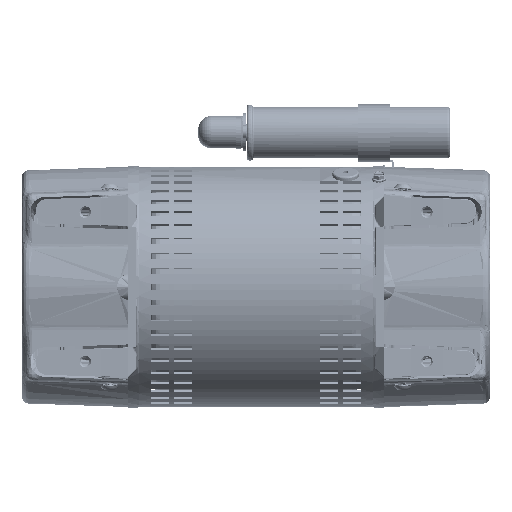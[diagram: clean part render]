
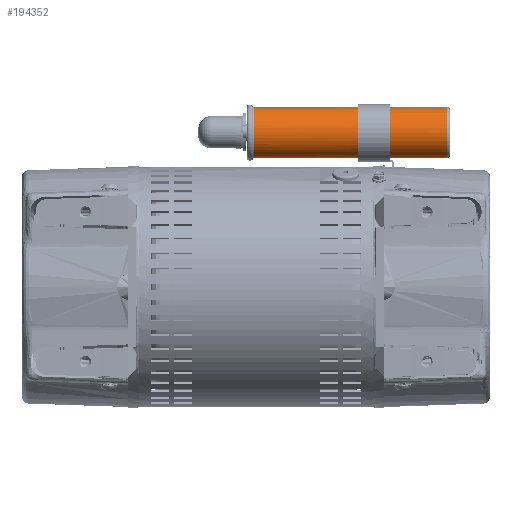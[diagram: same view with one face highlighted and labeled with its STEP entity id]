
A CAD part, front view. The second image highlights one B-rep face of the part: STEP entity #194352.
In plain terms, the highlighted cylindrical face has radius 15.367 mm (diameter 30.734 mm), a partial arc.
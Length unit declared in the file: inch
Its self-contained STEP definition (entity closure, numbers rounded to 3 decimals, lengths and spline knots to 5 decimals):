
#3934 = CARTESIAN_POINT ( 'NONE',  ( 2.72141, 0.54215, 0.27329 ) ) ;
#7328 = CARTESIAN_POINT ( 'NONE',  ( 2.72219, 0.60461, 0.0793 ) ) ;
#8439 = CARTESIAN_POINT ( 'NONE',  ( 2.72189, 0.58963, 0.15545 ) ) ;
#14418 = VERTEX_POINT ( 'NONE', #54753 ) ;
#16019 = FACE_OUTER_BOUND ( 'NONE', #39277, .T. ) ;
#19399 = CARTESIAN_POINT ( 'NONE',  ( 0., 0., 0. ) ) ;
#19976 = VERTEX_POINT ( 'NONE', #44199 ) ;
#24578 = CARTESIAN_POINT ( 'NONE',  ( 2.72331, 0.57094, -0.20472 ) ) ;
#25687 = CARTESIAN_POINT ( 'NONE',  ( 2.72468, 0.2835, -0.53595 ) ) ;
#39277 = EDGE_LOOP ( 'NONE', ( #197014, #107117, #98017, #123367 ) ) ;
#44199 = CARTESIAN_POINT ( 'NONE',  ( -1.81, 0., -0.605 ) ) ;
#47424 = CARTESIAN_POINT ( 'NONE',  ( 2.72024, 0.25016, 0.55241 ) ) ;
#54753 = CARTESIAN_POINT ( 'NONE',  ( 2.725, 0., -0.605 ) ) ;
#56344 = CARTESIAN_POINT ( 'NONE',  ( -1.81, 0., 0.605 ) ) ;
#56713 = CARTESIAN_POINT ( 'NONE',  ( 2.72123, 0.51715, 0.31807 ) ) ;
#58972 = CARTESIAN_POINT ( 'NONE',  ( 2.72449, 0.35318, -0.493 ) ) ;
#61225 = CARTESIAN_POINT ( 'NONE',  ( 2.725, 0., -0.605 ) ) ;
#63502 = CARTESIAN_POINT ( 'NONE',  ( 2.72051, 0.35545, 0.49112 ) ) ;
#73581 = VERTEX_POINT ( 'NONE', #56344 ) ;
#94296 = VECTOR ( 'NONE', #127425, 39.37008 ) ;
#94666 = CARTESIAN_POINT ( 'NONE',  ( 2.72315, 0.58411, -0.16339 ) ) ;
#95975 = VECTOR ( 'NONE', #106801, 39.37008 ) ;
#98017 = ORIENTED_EDGE ( 'NONE', *, *, #163114, .F. ) ;
#103355 = DIRECTION ( 'NONE',  ( 1., 0., 0. ) ) ;
#106801 = DIRECTION ( 'NONE',  ( -1., 0., 0. ) ) ;
#107117 = ORIENTED_EDGE ( 'NONE', *, *, #124148, .T. ) ;
#107855 = LINE ( 'NONE', #209358, #94296 ) ;
#107930 = LINE ( 'NONE', #211395, #95975 ) ;
#108534 = CARTESIAN_POINT ( 'NONE',  ( 2.72373, 0.52118, -0.30938 ) ) ;
#109217 = VERTEX_POINT ( 'NONE', #110548 ) ;
#110548 = CARTESIAN_POINT ( 'NONE',  ( 2.72, 0., 0.605 ) ) ;
#116010 = CIRCLE ( 'NONE', #222300, 0.605 ) ;
#123367 = ORIENTED_EDGE ( 'NONE', *, *, #126742, .F. ) ;
#124148 = EDGE_CURVE ( 'NONE', #19976, #73581, #116010, .T. ) ;
#126742 = EDGE_CURVE ( 'NONE', #14418, #109217, #131221, .T. ) ;
#127425 = DIRECTION ( 'NONE',  ( -1., 0., 0. ) ) ;
#131221 = B_SPLINE_CURVE_WITH_KNOTS ( 'NONE', 3,
 ( #61225, #216502, #162521, #183157, #25687, #58972, #165880, #214232, #201519, #108534, #182033, #24578, #94666, #164775, #178640, #7328, #8439, #3934, #56713, #197037, #187679, #170430, #63502, #134835, #47424, #149782, #222156, #154328 ),
 .UNSPECIFIED., .F., .F.,
 ( 4, 2, 2, 2, 2, 2, 2, 2, 2, 2, 2, 2, 2, 4 ),
 ( 0., 0.11244, 0.17517, 0.24123, 0.30935, 0.36664, 0.43462, 0.50038, 0.6208, 0.70122, 0.75861, 0.82042, 0.88593, 1. ),
 .UNSPECIFIED. ) ;
#134835 = CARTESIAN_POINT ( 'NONE',  ( 2.72033, 0.28743, 0.53396 ) ) ;
#142695 = AXIS2_PLACEMENT_3D ( 'NONE', #19399, #103355, #207945 ) ;
#149782 = CARTESIAN_POINT ( 'NONE',  ( 2.72006, 0.14397, 0.59201 ) ) ;
#154328 = CARTESIAN_POINT ( 'NONE',  ( 2.72, 0., 0.605 ) ) ;
#159369 = DIRECTION ( 'NONE',  ( 0., 0., -1. ) ) ;
#162521 = CARTESIAN_POINT ( 'NONE',  ( 2.72494, 0.14302, -0.59218 ) ) ;
#163114 = EDGE_CURVE ( 'NONE', #109217, #73581, #107855, .T. ) ;
#164775 = CARTESIAN_POINT ( 'NONE',  ( 2.72282, 0.60109, -0.08033 ) ) ;
#165880 = CARTESIAN_POINT ( 'NONE',  ( 2.72438, 0.38662, -0.46724 ) ) ;
#170430 = CARTESIAN_POINT ( 'NONE',  ( 2.72062, 0.3865, 0.46709 ) ) ;
#176831 = CYLINDRICAL_SURFACE ( 'NONE', #142695, 0.605 ) ;
#178640 = CARTESIAN_POINT ( 'NONE',  ( 2.72265, 0.6052, -0.03863 ) ) ;
#182033 = CARTESIAN_POINT ( 'NONE',  ( 2.7236, 0.53887, -0.27743 ) ) ;
#183157 = CARTESIAN_POINT ( 'NONE',  ( 2.72476, 0.24747, -0.55351 ) ) ;
#187679 = CARTESIAN_POINT ( 'NONE',  ( 2.72083, 0.44129, 0.41545 ) ) ;
#194352 = ADVANCED_FACE ( 'NONE', ( #16019 ), #176831, .T. ) ;
#197014 = ORIENTED_EDGE ( 'NONE', *, *, #212405, .T. ) ;
#197037 = CARTESIAN_POINT ( 'NONE',  ( 2.72095, 0.46547, 0.38818 ) ) ;
#197284 = DIRECTION ( 'NONE',  ( 1., 0., 0. ) ) ;
#201519 = CARTESIAN_POINT ( 'NONE',  ( 2.724, 0.47651, -0.37527 ) ) ;
#207945 = DIRECTION ( 'NONE',  ( 0., 0., -1. ) ) ;
#209358 = CARTESIAN_POINT ( 'NONE',  ( 1.44, 0., 0.605 ) ) ;
#211395 = CARTESIAN_POINT ( 'NONE',  ( 1.44, 0., -0.605 ) ) ;
#212405 = EDGE_CURVE ( 'NONE', #14418, #19976, #107930, .T. ) ;
#213334 = CARTESIAN_POINT ( 'NONE',  ( -1.81, 0., 0. ) ) ;
#214232 = CARTESIAN_POINT ( 'NONE',  ( 2.72414, 0.44837, -0.40849 ) ) ;
#216502 = CARTESIAN_POINT ( 'NONE',  ( 2.725, 0.07151, -0.605 ) ) ;
#222156 = CARTESIAN_POINT ( 'NONE',  ( 2.72, 0.07197, 0.605 ) ) ;
#222300 = AXIS2_PLACEMENT_3D ( 'NONE', #213334, #197284, #159369 ) ;
